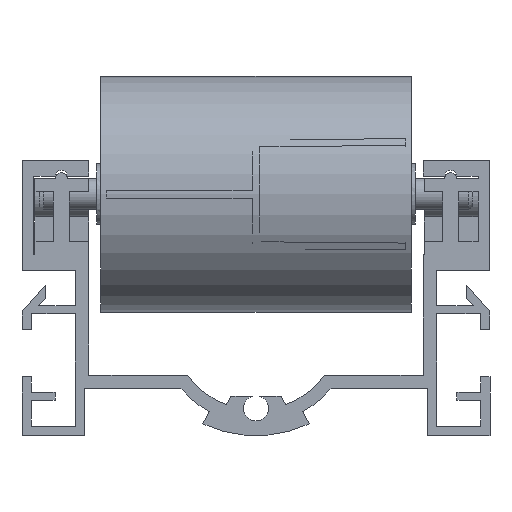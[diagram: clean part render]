
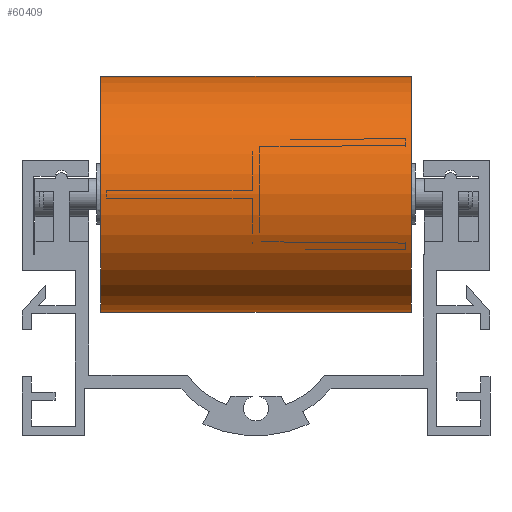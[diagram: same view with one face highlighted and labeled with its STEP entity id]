
A CAD part, front view. The second image highlights one B-rep face of the part: STEP entity #60409.
In plain terms, the highlighted cylindrical face has radius 15 mm (diameter 30 mm), a full revolution.
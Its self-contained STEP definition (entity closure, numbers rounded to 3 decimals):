
#966=CYLINDRICAL_SURFACE('',#65256,15.);
#3980=FACE_OUTER_BOUND('',#7244,.T.);
#7244=EDGE_LOOP('',(#53236,#53237,#53238,#53239));
#9223=CIRCLE('',#65255,15.);
#9224=CIRCLE('',#65257,15.);
#15351=LINE('',#100288,#21952);
#21952=VECTOR('',#80669,15.);
#27938=VERTEX_POINT('',#100283);
#27939=VERTEX_POINT('',#100286);
#36473=EDGE_CURVE('',#27938,#27938,#9223,.T.);
#36474=EDGE_CURVE('',#27939,#27939,#9224,.T.);
#36475=EDGE_CURVE('',#27939,#27938,#15351,.T.);
#53236=ORIENTED_EDGE('',*,*,#36474,.F.);
#53237=ORIENTED_EDGE('',*,*,#36475,.T.);
#53238=ORIENTED_EDGE('',*,*,#36473,.F.);
#53239=ORIENTED_EDGE('',*,*,#36475,.F.);
#60409=ADVANCED_FACE('',(#3980),#966,.T.);
#65255=AXIS2_PLACEMENT_3D('',#100284,#80663,#80664);
#65256=AXIS2_PLACEMENT_3D('',#100285,#80665,#80666);
#65257=AXIS2_PLACEMENT_3D('',#100287,#80667,#80668);
#80663=DIRECTION('center_axis',(1.,0.,0.));
#80664=DIRECTION('ref_axis',(0.,-1.,0.));
#80665=DIRECTION('center_axis',(-1.,0.,0.));
#80666=DIRECTION('ref_axis',(0.,-1.,0.));
#80667=DIRECTION('center_axis',(-1.,0.,0.));
#80668=DIRECTION('ref_axis',(0.,-1.,0.));
#80669=DIRECTION('',(1.,0.,0.));
#100283=CARTESIAN_POINT('',(19.75,-437.325,3.583));
#100284=CARTESIAN_POINT('Origin',(19.75,-452.325,3.583));
#100285=CARTESIAN_POINT('Origin',(0.,-452.325,
3.583));
#100286=CARTESIAN_POINT('',(-19.75,-437.325,3.583));
#100287=CARTESIAN_POINT('Origin',(-19.75,-452.325,3.583));
#100288=CARTESIAN_POINT('',(0.,-437.325,3.583));
